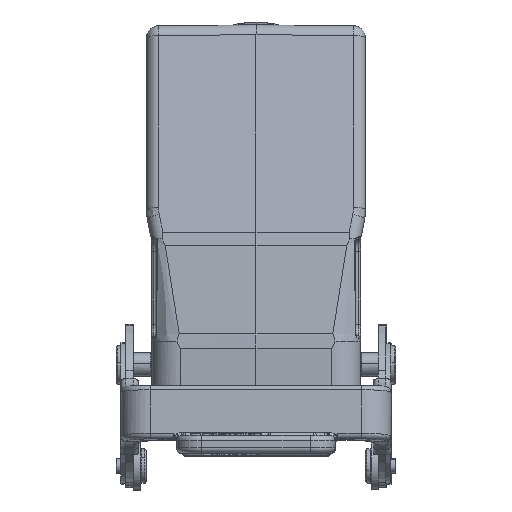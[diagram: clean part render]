
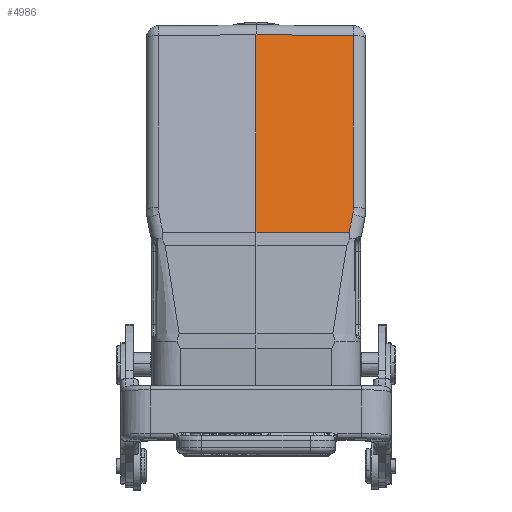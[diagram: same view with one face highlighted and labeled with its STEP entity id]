
A CAD part, top view. The second image highlights one B-rep face of the part: STEP entity #4986.
In plain terms, the highlighted planar face has unit normal (0.009, 0.19, 0.982).
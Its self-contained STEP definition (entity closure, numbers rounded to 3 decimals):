
#1489=B_SPLINE_CURVE_WITH_KNOTS('',3,(#54375,#54376,#54377,#54378),
 .UNSPECIFIED.,.F.,.F.,(4,4),(0.,1.),.UNSPECIFIED.);
#4986=ADVANCED_FACE('',(#7594),#6323,.T.);
#6323=PLANE('',#34230);
#7594=FACE_OUTER_BOUND('',#9483,.T.);
#9483=EDGE_LOOP('',(#15886,#15887,#15888,#15889,#15890,#15891));
#15886=ORIENTED_EDGE('',*,*,#25970,.F.);
#15887=ORIENTED_EDGE('',*,*,#25971,.T.);
#15888=ORIENTED_EDGE('',*,*,#25972,.F.);
#15889=ORIENTED_EDGE('',*,*,#25973,.T.);
#15890=ORIENTED_EDGE('',*,*,#25974,.T.);
#15891=ORIENTED_EDGE('',*,*,#25975,.F.);
#21919=VERTEX_POINT('',#54379);
#21920=VERTEX_POINT('',#54380);
#21921=VERTEX_POINT('',#54382);
#21922=VERTEX_POINT('',#54384);
#21923=VERTEX_POINT('',#54386);
#21924=VERTEX_POINT('',#54388);
#25970=EDGE_CURVE('',#21919,#21920,#1489,.T.);
#25971=EDGE_CURVE('',#21919,#21921,#29294,.T.);
#25972=EDGE_CURVE('',#21922,#21921,#29295,.T.);
#25973=EDGE_CURVE('',#21922,#21923,#29296,.T.);
#25974=EDGE_CURVE('',#21923,#21924,#29297,.T.);
#25975=EDGE_CURVE('',#21920,#21924,#29298,.T.);
#29294=LINE('',#54381,#31673);
#29295=LINE('',#54383,#31674);
#29296=LINE('',#54385,#31675);
#29297=LINE('',#54387,#31676);
#29298=LINE('',#54389,#31677);
#31673=VECTOR('',#40452,1.);
#31674=VECTOR('',#40453,1.);
#31675=VECTOR('',#40454,1.);
#31676=VECTOR('',#40455,1.);
#31677=VECTOR('',#40456,1.);
#34230=AXIS2_PLACEMENT_3D('',#54390,#40457,#40458);
#40452=DIRECTION('',(0.,0.982,-0.19));
#40453=DIRECTION('',(1.,-0.009,-0.007));
#40454=DIRECTION('',(0.,-0.982,0.19));
#40455=DIRECTION('',(1.,0.,-0.009));
#40456=DIRECTION('',(-0.193,-0.963,0.188));
#40457=DIRECTION('',(0.009,0.19,0.982));
#40458=DIRECTION('',(0.,-0.982,0.19));
#54375=CARTESIAN_POINT('',(20.022,-16.12,43.323));
#54376=CARTESIAN_POINT('',(20.022,-16.614,43.419));
#54377=CARTESIAN_POINT('',(19.973,-17.107,43.514));
#54378=CARTESIAN_POINT('',(19.876,-17.591,43.609));
#54379=CARTESIAN_POINT('',(20.022,-16.12,43.323));
#54380=CARTESIAN_POINT('',(19.876,-17.591,43.609));
#54381=CARTESIAN_POINT('',(20.022,-16.12,43.323));
#54382=CARTESIAN_POINT('',(20.022,19.215,36.497));
#54383=CARTESIAN_POINT('',(0.,19.39,36.641));
#54384=CARTESIAN_POINT('',(0.,19.39,36.641));
#54385=CARTESIAN_POINT('',(0.,19.39,36.641));
#54386=CARTESIAN_POINT('',(0.,-21.241,44.49));
#54387=CARTESIAN_POINT('',(0.,-21.241,44.49));
#54388=CARTESIAN_POINT('',(19.146,-21.241,44.32));
#54389=CARTESIAN_POINT('',(19.876,-17.591,43.609));
#54390=CARTESIAN_POINT('',(10.011,-0.942,40.48));
